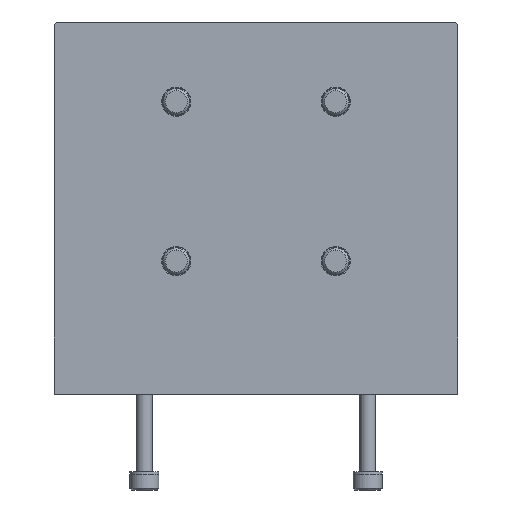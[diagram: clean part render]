
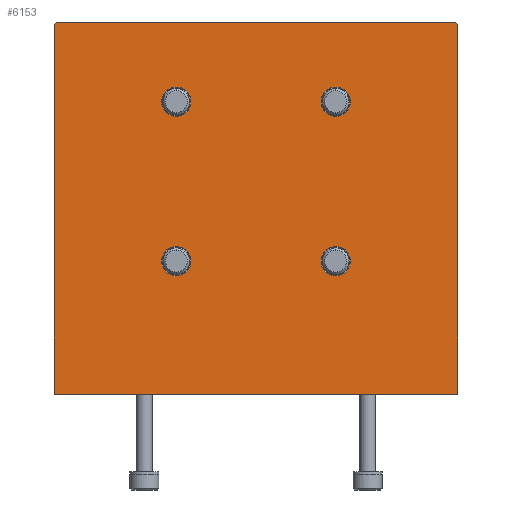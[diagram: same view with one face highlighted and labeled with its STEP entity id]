
A CAD part, front view. The second image highlights one B-rep face of the part: STEP entity #6153.
In plain terms, the highlighted planar face has unit normal (0, -1, 0).
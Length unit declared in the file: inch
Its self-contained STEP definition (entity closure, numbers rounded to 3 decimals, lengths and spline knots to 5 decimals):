
#25 = VECTOR ( 'NONE', #7172, 39.37008 ) ;
#160 = VERTEX_POINT ( 'NONE', #1549 ) ;
#196 = FACE_BOUND ( 'NONE', #7021, .T. ) ;
#297 = DIRECTION ( 'NONE',  ( 0., 0., -1. ) ) ;
#319 = EDGE_CURVE ( 'NONE', #7490, #9004, #5514, .T. ) ;
#392 = ORIENTED_EDGE ( 'NONE', *, *, #1648, .F. ) ;
#521 = CARTESIAN_POINT ( 'NONE',  ( -1.47638, 0., 2.75591 ) ) ;
#556 = CARTESIAN_POINT ( 'NONE',  ( 0.59055, 0., 2.16535 ) ) ;
#662 = EDGE_LOOP ( 'NONE', ( #2717, #4032 ) ) ;
#769 = CARTESIAN_POINT ( 'NONE',  ( -1.49606, 0., 2.75591 ) ) ;
#778 = CARTESIAN_POINT ( 'NONE',  ( -0.59055, 0., 1.09252 ) ) ;
#798 = CIRCLE ( 'NONE', #2022, 0.10827 ) ;
#813 = CARTESIAN_POINT ( 'NONE',  ( 1.47638, 0., 2.75591 ) ) ;
#945 = FACE_BOUND ( 'NONE', #662, .T. ) ;
#1017 = DIRECTION ( 'NONE',  ( 0., 0., -1. ) ) ;
#1097 = VERTEX_POINT ( 'NONE', #8141 ) ;
#1104 = VERTEX_POINT ( 'NONE', #3272 ) ;
#1142 = EDGE_CURVE ( 'NONE', #4019, #160, #2040, .T. ) ;
#1219 = CARTESIAN_POINT ( 'NONE',  ( -0.59055, 0., 0.98425 ) ) ;
#1277 = CARTESIAN_POINT ( 'NONE',  ( -0.59055, 0., 2.05709 ) ) ;
#1357 = ORIENTED_EDGE ( 'NONE', *, *, #319, .F. ) ;
#1453 = DIRECTION ( 'NONE',  ( 0.707, 0., -0.707 ) ) ;
#1549 = CARTESIAN_POINT ( 'NONE',  ( -1.49606, 0., 2.73622 ) ) ;
#1571 = EDGE_CURVE ( 'NONE', #8294, #1097, #3947, .T. ) ;
#1648 = EDGE_CURVE ( 'NONE', #1104, #9267, #5035, .T. ) ;
#1709 = FACE_BOUND ( 'NONE', #2200, .T. ) ;
#1714 = LINE ( 'NONE', #4588, #3693 ) ;
#1779 = EDGE_CURVE ( 'NONE', #3851, #1104, #8721, .T. ) ;
#1871 = ORIENTED_EDGE ( 'NONE', *, *, #4416, .F. ) ;
#1892 = DIRECTION ( 'NONE',  ( 0., -1., 0. ) ) ;
#1961 = ORIENTED_EDGE ( 'NONE', *, *, #2581, .F. ) ;
#2015 = CARTESIAN_POINT ( 'NONE',  ( -0.59055, 0., 0.98425 ) ) ;
#2022 = AXIS2_PLACEMENT_3D ( 'NONE', #6522, #9259, #4343 ) ;
#2040 = LINE ( 'NONE', #521, #3020 ) ;
#2112 = EDGE_LOOP ( 'NONE', ( #1961, #2468 ) ) ;
#2200 = EDGE_LOOP ( 'NONE', ( #1357, #4425 ) ) ;
#2379 = DIRECTION ( 'NONE',  ( 0., -1., 0. ) ) ;
#2419 = VERTEX_POINT ( 'NONE', #7921 ) ;
#2468 = ORIENTED_EDGE ( 'NONE', *, *, #4797, .F. ) ;
#2471 = ORIENTED_EDGE ( 'NONE', *, *, #8081, .F. ) ;
#2581 = EDGE_CURVE ( 'NONE', #2988, #7683, #6982, .T. ) ;
#2606 = DIRECTION ( 'NONE',  ( -0.707, 0., -0.707 ) ) ;
#2655 = AXIS2_PLACEMENT_3D ( 'NONE', #6671, #2379, #297 ) ;
#2717 = ORIENTED_EDGE ( 'NONE', *, *, #1571, .F. ) ;
#2988 = VERTEX_POINT ( 'NONE', #1277 ) ;
#3020 = VECTOR ( 'NONE', #2606, 39.37008 ) ;
#3065 = EDGE_LOOP ( 'NONE', ( #4154, #2471, #8692, #7153, #1871, #392 ) ) ;
#3081 = FACE_BOUND ( 'NONE', #2112, .T. ) ;
#3272 = CARTESIAN_POINT ( 'NONE',  ( 1.49606, 0., 2.73622 ) ) ;
#3309 = CARTESIAN_POINT ( 'NONE',  ( -1.49606, 0., 0. ) ) ;
#3349 = DIRECTION ( 'NONE',  ( 0., -1., 0. ) ) ;
#3496 = AXIS2_PLACEMENT_3D ( 'NONE', #2015, #5024, #6347 ) ;
#3549 = EDGE_CURVE ( 'NONE', #8808, #160, #7971, .T. ) ;
#3693 = VECTOR ( 'NONE', #4443, 39.37008 ) ;
#3781 = FACE_OUTER_BOUND ( 'NONE', #3065, .T. ) ;
#3851 = VERTEX_POINT ( 'NONE', #813 ) ;
#3919 = DIRECTION ( 'NONE',  ( 0., 0., -1. ) ) ;
#3947 = CIRCLE ( 'NONE', #4386, 0.10827 ) ;
#3975 = DIRECTION ( 'NONE',  ( 0., -1., 0. ) ) ;
#3988 = CIRCLE ( 'NONE', #4279, 0.10827 ) ;
#4019 = VERTEX_POINT ( 'NONE', #8898 ) ;
#4032 = ORIENTED_EDGE ( 'NONE', *, *, #4384, .F. ) ;
#4099 = DIRECTION ( 'NONE',  ( 0., 0., -1. ) ) ;
#4154 = ORIENTED_EDGE ( 'NONE', *, *, #1779, .F. ) ;
#4279 = AXIS2_PLACEMENT_3D ( 'NONE', #8507, #3975, #6149 ) ;
#4343 = DIRECTION ( 'NONE',  ( 0., 0., -1. ) ) ;
#4363 = CARTESIAN_POINT ( 'NONE',  ( 1.49606, 0., 2.75591 ) ) ;
#4384 = EDGE_CURVE ( 'NONE', #1097, #8294, #6725, .T. ) ;
#4386 = AXIS2_PLACEMENT_3D ( 'NONE', #556, #5437, #4099 ) ;
#4405 = CARTESIAN_POINT ( 'NONE',  ( -0.59055, 0., 2.16535 ) ) ;
#4416 = EDGE_CURVE ( 'NONE', #9267, #8808, #1714, .T. ) ;
#4425 = ORIENTED_EDGE ( 'NONE', *, *, #8180, .F. ) ;
#4439 = DIRECTION ( 'NONE',  ( 0., 1., 0. ) ) ;
#4443 = DIRECTION ( 'NONE',  ( -1., 0., 0. ) ) ;
#4588 = CARTESIAN_POINT ( 'NONE',  ( 1.49606, 0., 0. ) ) ;
#4797 = EDGE_CURVE ( 'NONE', #7683, #2988, #9276, .T. ) ;
#4886 = DIRECTION ( 'NONE',  ( 1., 0., 0. ) ) ;
#5024 = DIRECTION ( 'NONE',  ( 0., -1., 0. ) ) ;
#5030 = DIRECTION ( 'NONE',  ( 0., 0., 1. ) ) ;
#5035 = LINE ( 'NONE', #4363, #25 ) ;
#5133 = ORIENTED_EDGE ( 'NONE', *, *, #6921, .F. ) ;
#5164 = CARTESIAN_POINT ( 'NONE',  ( 0.59055, 0., 2.05709 ) ) ;
#5209 = AXIS2_PLACEMENT_3D ( 'NONE', #6039, #3349, #3919 ) ;
#5437 = DIRECTION ( 'NONE',  ( 0., -1., 0. ) ) ;
#5514 = CIRCLE ( 'NONE', #7478, 0.10827 ) ;
#5601 = LINE ( 'NONE', #6391, #8191 ) ;
#5739 = CARTESIAN_POINT ( 'NONE',  ( 1.49606, 0., 2.73622 ) ) ;
#5802 = VECTOR ( 'NONE', #5030, 39.37008 ) ;
#5941 = AXIS2_PLACEMENT_3D ( 'NONE', #7480, #4439, #5959 ) ;
#5959 = DIRECTION ( 'NONE',  ( 0., 0., 1. ) ) ;
#6039 = CARTESIAN_POINT ( 'NONE',  ( -0.59055, 0., 2.16535 ) ) ;
#6063 = VECTOR ( 'NONE', #1453, 39.37008 ) ;
#6149 = DIRECTION ( 'NONE',  ( 0., 0., -1. ) ) ;
#6153 = ADVANCED_FACE ( 'NONE', ( #3781, #196, #1709, #945, #3081 ), #8185, .F. ) ;
#6347 = DIRECTION ( 'NONE',  ( 0., 0., -1. ) ) ;
#6391 = CARTESIAN_POINT ( 'NONE',  ( 1.49606, 0., 2.75591 ) ) ;
#6522 = CARTESIAN_POINT ( 'NONE',  ( 0.59055, 0., 0.98425 ) ) ;
#6671 = CARTESIAN_POINT ( 'NONE',  ( 0.59055, 0., 2.16535 ) ) ;
#6708 = CARTESIAN_POINT ( 'NONE',  ( -0.59055, 0., 0.87598 ) ) ;
#6725 = CIRCLE ( 'NONE', #2655, 0.10827 ) ;
#6758 = CARTESIAN_POINT ( 'NONE',  ( 0.59055, 0., 1.09252 ) ) ;
#6921 = EDGE_CURVE ( 'NONE', #2419, #7420, #798, .T. ) ;
#6982 = CIRCLE ( 'NONE', #8193, 0.10827 ) ;
#7021 = EDGE_LOOP ( 'NONE', ( #5133, #8539 ) ) ;
#7153 = ORIENTED_EDGE ( 'NONE', *, *, #3549, .F. ) ;
#7172 = DIRECTION ( 'NONE',  ( 0., 0., -1. ) ) ;
#7256 = EDGE_CURVE ( 'NONE', #7420, #2419, #3988, .T. ) ;
#7298 = DIRECTION ( 'NONE',  ( 0., -1., 0. ) ) ;
#7420 = VERTEX_POINT ( 'NONE', #6758 ) ;
#7478 = AXIS2_PLACEMENT_3D ( 'NONE', #1219, #1892, #8311 ) ;
#7480 = CARTESIAN_POINT ( 'NONE',  ( 1.49606, 0., 2.75591 ) ) ;
#7490 = VERTEX_POINT ( 'NONE', #6708 ) ;
#7561 = CARTESIAN_POINT ( 'NONE',  ( -0.59055, 0., 2.27362 ) ) ;
#7582 = CIRCLE ( 'NONE', #3496, 0.10827 ) ;
#7683 = VERTEX_POINT ( 'NONE', #7561 ) ;
#7921 = CARTESIAN_POINT ( 'NONE',  ( 0.59055, 0., 0.87598 ) ) ;
#7971 = LINE ( 'NONE', #769, #5802 ) ;
#8081 = EDGE_CURVE ( 'NONE', #4019, #3851, #5601, .T. ) ;
#8141 = CARTESIAN_POINT ( 'NONE',  ( 0.59055, 0., 2.27362 ) ) ;
#8180 = EDGE_CURVE ( 'NONE', #9004, #7490, #7582, .T. ) ;
#8185 = PLANE ( 'NONE',  #5941 ) ;
#8191 = VECTOR ( 'NONE', #4886, 39.37008 ) ;
#8193 = AXIS2_PLACEMENT_3D ( 'NONE', #4405, #7298, #1017 ) ;
#8294 = VERTEX_POINT ( 'NONE', #5164 ) ;
#8311 = DIRECTION ( 'NONE',  ( 0., 0., -1. ) ) ;
#8507 = CARTESIAN_POINT ( 'NONE',  ( 0.59055, 0., 0.98425 ) ) ;
#8539 = ORIENTED_EDGE ( 'NONE', *, *, #7256, .F. ) ;
#8692 = ORIENTED_EDGE ( 'NONE', *, *, #1142, .T. ) ;
#8721 = LINE ( 'NONE', #5739, #6063 ) ;
#8808 = VERTEX_POINT ( 'NONE', #3309 ) ;
#8898 = CARTESIAN_POINT ( 'NONE',  ( -1.47638, 0., 2.75591 ) ) ;
#9004 = VERTEX_POINT ( 'NONE', #778 ) ;
#9056 = CARTESIAN_POINT ( 'NONE',  ( 1.49606, 0., 0. ) ) ;
#9259 = DIRECTION ( 'NONE',  ( 0., -1., 0. ) ) ;
#9267 = VERTEX_POINT ( 'NONE', #9056 ) ;
#9276 = CIRCLE ( 'NONE', #5209, 0.10827 ) ;
